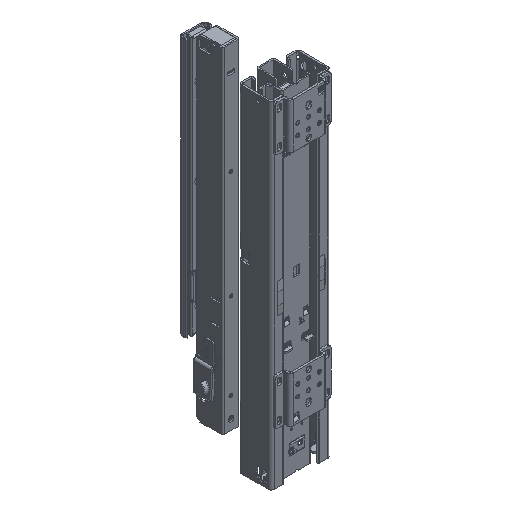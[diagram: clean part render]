
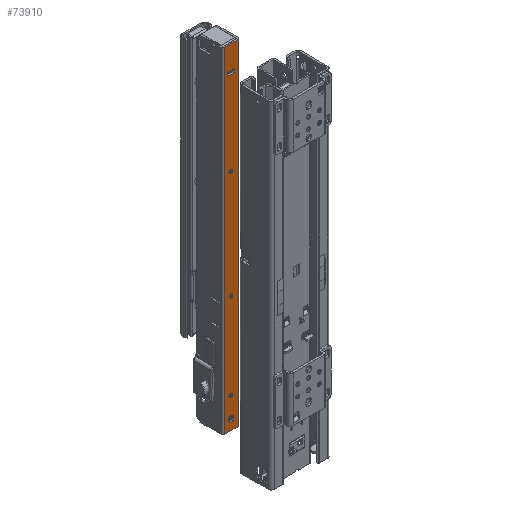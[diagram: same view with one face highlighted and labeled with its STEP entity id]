
A CAD part, isometric view. The second image highlights one B-rep face of the part: STEP entity #73910.
In plain terms, the highlighted planar face has unit normal (0, -1, 0).
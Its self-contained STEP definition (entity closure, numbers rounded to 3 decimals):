
#98 = EDGE_CURVE ( 'NONE', #62635, #36479, #1637, .T. ) ;
#715 = EDGE_CURVE ( 'NONE', #10208, #113846, #71095, .T. ) ;
#1637 = CIRCLE ( 'NONE', #70755, 4. ) ;
#2058 = ORIENTED_EDGE ( 'NONE', *, *, #107194, .F. ) ;
#3092 = CARTESIAN_POINT ( 'NONE',  ( 0., 0., 10.35 ) ) ;
#3135 = CARTESIAN_POINT ( 'NONE',  ( 498., 0., 48.5 ) ) ;
#3549 = CARTESIAN_POINT ( 'NONE',  ( 483., 0., -4. ) ) ;
#4329 = CARTESIAN_POINT ( 'NONE',  ( 0., 0., -10.35 ) ) ;
#5105 = AXIS2_PLACEMENT_3D ( 'NONE', #35474, #93687, #54645 ) ;
#5549 = DIRECTION ( 'NONE',  ( -1., 0., 0. ) ) ;
#6096 = DIRECTION ( 'NONE',  ( 0., 1., 0. ) ) ;
#6109 = FACE_BOUND ( 'NONE', #60065, .T. ) ;
#7251 = CARTESIAN_POINT ( 'NONE',  ( 34.5, 0., -3. ) ) ;
#7322 = VERTEX_POINT ( 'NONE', #106855 ) ;
#7660 = DIRECTION ( 'NONE',  ( -1., 0., 0. ) ) ;
#8034 = EDGE_CURVE ( 'NONE', #34557, #37919, #111906, .T. ) ;
#8570 = EDGE_CURVE ( 'NONE', #7322, #10208, #99028, .T. ) ;
#10208 = VERTEX_POINT ( 'NONE', #51746 ) ;
#10844 = DIRECTION ( 'NONE',  ( -1., 0., 0. ) ) ;
#11906 = CIRCLE ( 'NONE', #81105, 4. ) ;
#11907 = DIRECTION ( 'NONE',  ( 0., 1., 0. ) ) ;
#12200 = DIRECTION ( 'NONE',  ( 0., 0., 1. ) ) ;
#13105 = VERTEX_POINT ( 'NONE', #23200 ) ;
#13154 = LINE ( 'NONE', #20599, #26257 ) ;
#15361 = FACE_BOUND ( 'NONE', #91133, .T. ) ;
#15971 = DIRECTION ( 'NONE',  ( 0., 0., -1. ) ) ;
#19969 = DIRECTION ( 'NONE',  ( -1., 0., 0. ) ) ;
#20599 = CARTESIAN_POINT ( 'NONE',  ( 0., 0., 48.5 ) ) ;
#21230 = CIRCLE ( 'NONE', #50843, 2.5 ) ;
#23200 = CARTESIAN_POINT ( 'NONE',  ( 167.5, 0., 0. ) ) ;
#23937 = EDGE_LOOP ( 'NONE', ( #105110, #72048, #2058, #31915 ) ) ;
#24521 = EDGE_CURVE ( 'NONE', #13105, #100826, #72111, .T. ) ;
#25473 = CARTESIAN_POINT ( 'NONE',  ( 39.5, 0., 3. ) ) ;
#25812 = VERTEX_POINT ( 'NONE', #94298 ) ;
#26257 = VECTOR ( 'NONE', #87443, 1000. ) ;
#28408 = EDGE_LOOP ( 'NONE', ( #73163, #67316 ) ) ;
#28630 = EDGE_CURVE ( 'NONE', #37919, #34557, #86104, .T. ) ;
#29147 = EDGE_CURVE ( 'NONE', #111534, #25812, #109998, .T. ) ;
#29567 = EDGE_CURVE ( 'NONE', #78294, #70281, #36101, .T. ) ;
#30742 = DIRECTION ( 'NONE',  ( 0., 1., 0. ) ) ;
#30897 = AXIS2_PLACEMENT_3D ( 'NONE', #42431, #82549, #7660 ) ;
#31915 = ORIENTED_EDGE ( 'NONE', *, *, #57143, .F. ) ;
#32120 = DIRECTION ( 'NONE',  ( 0., 0., -1. ) ) ;
#32724 = DIRECTION ( 'NONE',  ( 0., 0., -1. ) ) ;
#32743 = ORIENTED_EDGE ( 'NONE', *, *, #29147, .T. ) ;
#34266 = CARTESIAN_POINT ( 'NONE',  ( 39.5, 0., 3. ) ) ;
#34557 = VERTEX_POINT ( 'NONE', #66956 ) ;
#35474 = CARTESIAN_POINT ( 'NONE',  ( 453., 0., 0. ) ) ;
#36101 = LINE ( 'NONE', #34266, #84259 ) ;
#36479 = VERTEX_POINT ( 'NONE', #105595 ) ;
#37919 = VERTEX_POINT ( 'NONE', #38007 ) ;
#38007 = CARTESIAN_POINT ( 'NONE',  ( 453., 0., -2.5 ) ) ;
#39235 = DIRECTION ( 'NONE',  ( 0., 1., 0. ) ) ;
#39824 = CARTESIAN_POINT ( 'NONE',  ( 325., 0., 0. ) ) ;
#40681 = CARTESIAN_POINT ( 'NONE',  ( 0., 0., -10.35 ) ) ;
#40694 = FACE_OUTER_BOUND ( 'NONE', #23937, .T. ) ;
#41063 = EDGE_LOOP ( 'NONE', ( #47439, #112830 ) ) ;
#42431 = CARTESIAN_POINT ( 'NONE',  ( 37., 0., 3. ) ) ;
#42469 = AXIS2_PLACEMENT_3D ( 'NONE', #117563, #59960, #32724 ) ;
#43560 = DIRECTION ( 'NONE',  ( 0., 0., -1. ) ) ;
#43776 = FACE_BOUND ( 'NONE', #28408, .T. ) ;
#43932 = ORIENTED_EDGE ( 'NONE', *, *, #99977, .T. ) ;
#44261 = CARTESIAN_POINT ( 'NONE',  ( 37., 0., -3. ) ) ;
#45128 = DIRECTION ( 'NONE',  ( -1., 0., 0. ) ) ;
#46913 = DIRECTION ( 'NONE',  ( 0., 1., 0. ) ) ;
#47439 = ORIENTED_EDGE ( 'NONE', *, *, #77961, .T. ) ;
#48683 = EDGE_CURVE ( 'NONE', #70281, #111534, #65491, .T. ) ;
#50296 = EDGE_CURVE ( 'NONE', #58479, #115105, #83739, .T. ) ;
#50843 = AXIS2_PLACEMENT_3D ( 'NONE', #113821, #46913, #94634 ) ;
#51332 = VERTEX_POINT ( 'NONE', #3092 ) ;
#51746 = CARTESIAN_POINT ( 'NONE',  ( 498., 0., -10.35 ) ) ;
#52440 = VECTOR ( 'NONE', #93249, 1000. ) ;
#54141 = DIRECTION ( 'NONE',  ( 0., 1., 0. ) ) ;
#54262 = FACE_BOUND ( 'NONE', #41063, .T. ) ;
#54645 = DIRECTION ( 'NONE',  ( 0., 0., -1. ) ) ;
#57137 = CARTESIAN_POINT ( 'NONE',  ( 483., 0., 0. ) ) ;
#57143 = EDGE_CURVE ( 'NONE', #113846, #51332, #13154, .T. ) ;
#58479 = VERTEX_POINT ( 'NONE', #91749 ) ;
#59960 = DIRECTION ( 'NONE',  ( 0., -1., 0. ) ) ;
#60065 = EDGE_LOOP ( 'NONE', ( #119778, #82704 ) ) ;
#62635 = VERTEX_POINT ( 'NONE', #3549 ) ;
#62717 = EDGE_CURVE ( 'NONE', #25812, #78294, #92149, .T. ) ;
#64934 = CARTESIAN_POINT ( 'NONE',  ( 165., 0., 0. ) ) ;
#65491 = CIRCLE ( 'NONE', #85436, 2.5 ) ;
#66956 = CARTESIAN_POINT ( 'NONE',  ( 453., 0., 2.5 ) ) ;
#67001 = CARTESIAN_POINT ( 'NONE',  ( 165., 0., 0. ) ) ;
#67316 = ORIENTED_EDGE ( 'NONE', *, *, #50296, .T. ) ;
#68797 = VECTOR ( 'NONE', #5549, 1000. ) ;
#70281 = VERTEX_POINT ( 'NONE', #88433 ) ;
#70755 = AXIS2_PLACEMENT_3D ( 'NONE', #77781, #30742, #12200 ) ;
#71095 = LINE ( 'NONE', #4329, #68797 ) ;
#72048 = ORIENTED_EDGE ( 'NONE', *, *, #8570, .F. ) ;
#72111 = CIRCLE ( 'NONE', #87928, 2.5 ) ;
#72255 = DIRECTION ( 'NONE',  ( 0., 0., 1. ) ) ;
#72868 = PLANE ( 'NONE',  #121013 ) ;
#73163 = ORIENTED_EDGE ( 'NONE', *, *, #119948, .T. ) ;
#73910 = ADVANCED_FACE ( 'NONE', ( #40694, #78503, #6109, #43776, #54262, #15361 ), #72868, .T. ) ;
#77781 = CARTESIAN_POINT ( 'NONE',  ( 483., 0., 0. ) ) ;
#77961 = EDGE_CURVE ( 'NONE', #100826, #13105, #121713, .T. ) ;
#78294 = VERTEX_POINT ( 'NONE', #25473 ) ;
#78503 = FACE_BOUND ( 'NONE', #98660, .T. ) ;
#79719 = AXIS2_PLACEMENT_3D ( 'NONE', #39824, #39235, #10844 ) ;
#80000 = DIRECTION ( 'NONE',  ( 1., 0., 0. ) ) ;
#81105 = AXIS2_PLACEMENT_3D ( 'NONE', #57137, #6096, #72255 ) ;
#81577 = DIRECTION ( 'NONE',  ( 0., -1., 0. ) ) ;
#81580 = ORIENTED_EDGE ( 'NONE', *, *, #62717, .T. ) ;
#82549 = DIRECTION ( 'NONE',  ( 0., 1., 0. ) ) ;
#82704 = ORIENTED_EDGE ( 'NONE', *, *, #28630, .F. ) ;
#83739 = CIRCLE ( 'NONE', #79719, 2.5 ) ;
#84259 = VECTOR ( 'NONE', #43560, 1000. ) ;
#85436 = AXIS2_PLACEMENT_3D ( 'NONE', #44261, #54141, #119207 ) ;
#86004 = CARTESIAN_POINT ( 'NONE',  ( 162.5, 0., 0. ) ) ;
#86104 = CIRCLE ( 'NONE', #42469, 2.5 ) ;
#87443 = DIRECTION ( 'NONE',  ( 0., 0., 1. ) ) ;
#87928 = AXIS2_PLACEMENT_3D ( 'NONE', #64934, #91610, #45128 ) ;
#88424 = ORIENTED_EDGE ( 'NONE', *, *, #98, .T. ) ;
#88433 = CARTESIAN_POINT ( 'NONE',  ( 39.5, 0., -3. ) ) ;
#89296 = LINE ( 'NONE', #116532, #115625 ) ;
#91133 = EDGE_LOOP ( 'NONE', ( #81580, #110534, #122409, #32743 ) ) ;
#91610 = DIRECTION ( 'NONE',  ( 0., 1., 0. ) ) ;
#91749 = CARTESIAN_POINT ( 'NONE',  ( 327.5, 0., 0. ) ) ;
#92149 = CIRCLE ( 'NONE', #30897, 2.5 ) ;
#93249 = DIRECTION ( 'NONE',  ( 0., 0., 1. ) ) ;
#93687 = DIRECTION ( 'NONE',  ( 0., -1., 0. ) ) ;
#94298 = CARTESIAN_POINT ( 'NONE',  ( 34.5, 0., 3. ) ) ;
#94634 = DIRECTION ( 'NONE',  ( -1., 0., 0. ) ) ;
#97929 = AXIS2_PLACEMENT_3D ( 'NONE', #67001, #11907, #19969 ) ;
#98538 = CARTESIAN_POINT ( 'NONE',  ( 34.5, 0., -3. ) ) ;
#98660 = EDGE_LOOP ( 'NONE', ( #43932, #88424 ) ) ;
#99028 = LINE ( 'NONE', #3135, #107980 ) ;
#99977 = EDGE_CURVE ( 'NONE', #36479, #62635, #11906, .T. ) ;
#100826 = VERTEX_POINT ( 'NONE', #86004 ) ;
#105110 = ORIENTED_EDGE ( 'NONE', *, *, #715, .F. ) ;
#105595 = CARTESIAN_POINT ( 'NONE',  ( 483., 0., 4. ) ) ;
#106855 = CARTESIAN_POINT ( 'NONE',  ( 498., 0., 10.35 ) ) ;
#107194 = EDGE_CURVE ( 'NONE', #51332, #7322, #89296, .T. ) ;
#107980 = VECTOR ( 'NONE', #32120, 1000. ) ;
#109998 = LINE ( 'NONE', #7251, #52440 ) ;
#110534 = ORIENTED_EDGE ( 'NONE', *, *, #29567, .T. ) ;
#110667 = CARTESIAN_POINT ( 'NONE',  ( 0., 0., -48.5 ) ) ;
#111534 = VERTEX_POINT ( 'NONE', #98538 ) ;
#111906 = CIRCLE ( 'NONE', #5105, 2.5 ) ;
#112830 = ORIENTED_EDGE ( 'NONE', *, *, #24521, .T. ) ;
#113821 = CARTESIAN_POINT ( 'NONE',  ( 325., 0., 0. ) ) ;
#113846 = VERTEX_POINT ( 'NONE', #40681 ) ;
#115105 = VERTEX_POINT ( 'NONE', #121023 ) ;
#115625 = VECTOR ( 'NONE', #80000, 1000. ) ;
#116532 = CARTESIAN_POINT ( 'NONE',  ( 0., 0., 10.35 ) ) ;
#117563 = CARTESIAN_POINT ( 'NONE',  ( 453., 0., 0. ) ) ;
#119207 = DIRECTION ( 'NONE',  ( -1., 0., 0. ) ) ;
#119778 = ORIENTED_EDGE ( 'NONE', *, *, #8034, .F. ) ;
#119948 = EDGE_CURVE ( 'NONE', #115105, #58479, #21230, .T. ) ;
#121013 = AXIS2_PLACEMENT_3D ( 'NONE', #110667, #81577, #15971 ) ;
#121023 = CARTESIAN_POINT ( 'NONE',  ( 322.5, 0., 0. ) ) ;
#121713 = CIRCLE ( 'NONE', #97929, 2.5 ) ;
#122409 = ORIENTED_EDGE ( 'NONE', *, *, #48683, .T. ) ;
